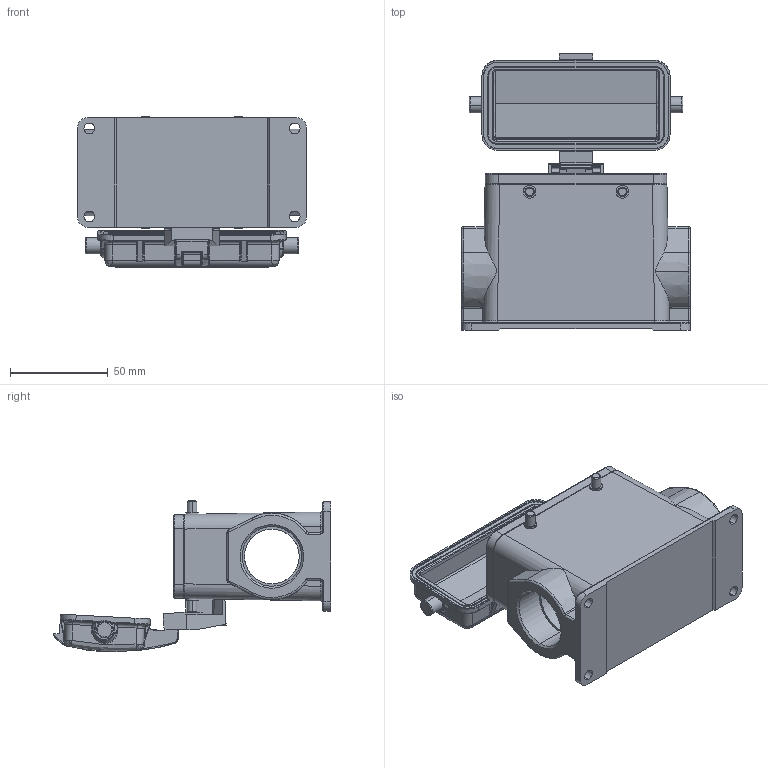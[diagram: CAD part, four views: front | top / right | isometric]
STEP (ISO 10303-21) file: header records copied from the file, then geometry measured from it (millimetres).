
FILE_DESCRIPTION (( 'STEP AP203' ), '1' );
FILE_NAME ('H16B-SFH-4B-MCV-2M32.STP', '2017-08-04T06:51:49', ( '微软用户' ), ( '微软中国' ), 'SwSTEP 2.0', 'SolidWorks 2012', '' );
FILE_SCHEMA (( 'CONFIG_CONTROL_DESIGN' ));
Length unit declared in the file: millimetre
Products named in the file (1): H16B-SFH-4B-MCV-2M32
Bounding box: 117 x 141.66 x 77.63 mm (x, y, z)
Volume: 176978.7 mm3; surface area: 78732.4 mm2
Topology: 1 solids, 6 shells, 1101 faces, 2696 edges, 1625 vertices
Faces by surface type: cylinder 395, bspline 370, plane 296, cone 36, torus 4
Entity records: 48566 total; most frequent: CARTESIAN_POINT 25993, ORIENTED_EDGE 5368, DIRECTION 3736, EDGE_CURVE 2684, VERTEX_POINT 1625, AXIS2_PLACEMENT_3D 1319, EDGE_LOOP 1151, FACE_OUTER_BOUND 1101
